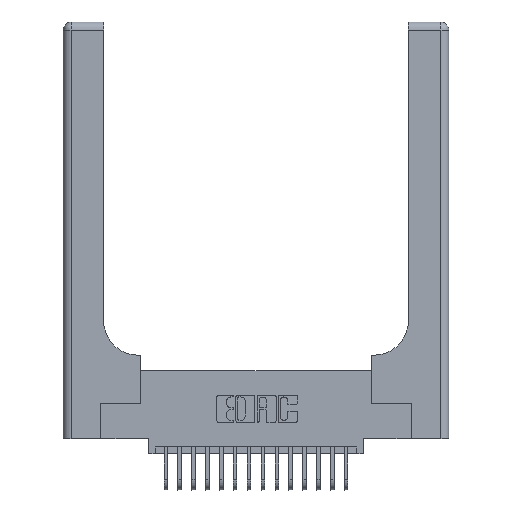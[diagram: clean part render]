
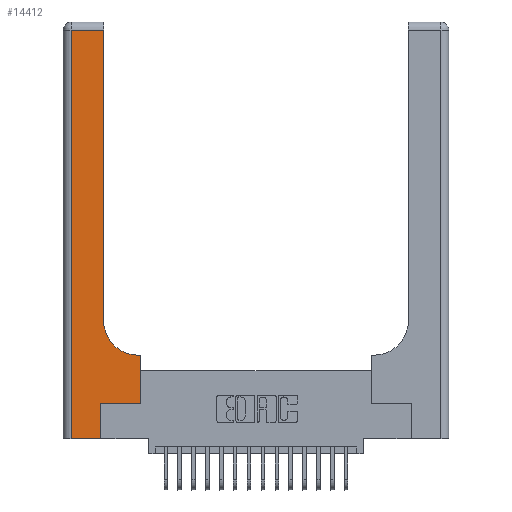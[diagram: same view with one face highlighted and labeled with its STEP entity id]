
A CAD part, top view. The second image highlights one B-rep face of the part: STEP entity #14412.
In plain terms, the highlighted planar face has unit normal (0, 0, 1).
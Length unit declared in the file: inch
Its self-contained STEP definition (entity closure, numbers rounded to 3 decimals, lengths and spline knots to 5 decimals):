
#152 = DIRECTION ( 'NONE',  ( -1., 0., 0. ) ) ;
#517 = LINE ( 'NONE', #9936, #21223 ) ;
#615 = CIRCLE ( 'NONE', #16600, 0.25 ) ;
#693 = ORIENTED_EDGE ( 'NONE', *, *, #6975, .T. ) ;
#771 = VECTOR ( 'NONE', #8986, 39.37008 ) ;
#901 = ORIENTED_EDGE ( 'NONE', *, *, #10286, .T. ) ;
#928 = LINE ( 'NONE', #2008, #13875 ) ;
#985 = VERTEX_POINT ( 'NONE', #15891 ) ;
#1275 = VECTOR ( 'NONE', #2884, 39.37008 ) ;
#1284 = CARTESIAN_POINT ( 'NONE',  ( 0.269, 0., 0.37 ) ) ;
#1808 = EDGE_CURVE ( 'NONE', #10218, #2482, #15208, .T. ) ;
#1856 = CARTESIAN_POINT ( 'NONE',  ( 0.2915, 2.94, 0.37 ) ) ;
#1877 = VERTEX_POINT ( 'NONE', #1856 ) ;
#2008 = CARTESIAN_POINT ( 'NONE',  ( 0., 0., 0.37 ) ) ;
#2482 = VERTEX_POINT ( 'NONE', #3704 ) ;
#2551 = VERTEX_POINT ( 'NONE', #5580 ) ;
#2884 = DIRECTION ( 'NONE',  ( 0., 1., 0. ) ) ;
#2942 = CARTESIAN_POINT ( 'NONE',  ( 0.269, 0., 0.37 ) ) ;
#3092 = LINE ( 'NONE', #19897, #7582 ) ;
#3323 = FACE_OUTER_BOUND ( 'NONE', #14430, .T. ) ;
#3457 = VECTOR ( 'NONE', #19956, 39.37008 ) ;
#3704 = CARTESIAN_POINT ( 'NONE',  ( 0.269, 0.25, 0.37 ) ) ;
#3797 = ORIENTED_EDGE ( 'NONE', *, *, #21306, .T. ) ;
#3799 = CARTESIAN_POINT ( 'NONE',  ( 0.06, 2.94, 0.37 ) ) ;
#4172 = ORIENTED_EDGE ( 'NONE', *, *, #1808, .T. ) ;
#4895 = CARTESIAN_POINT ( 'NONE',  ( 0.5415, 0.6, 0.37 ) ) ;
#4935 = DIRECTION ( 'NONE',  ( 1., 0., 0. ) ) ;
#5079 = ORIENTED_EDGE ( 'NONE', *, *, #10257, .T. ) ;
#5580 = CARTESIAN_POINT ( 'NONE',  ( 0.2915, 0.85, 0.37 ) ) ;
#6975 = EDGE_CURVE ( 'NONE', #2482, #14113, #517, .T. ) ;
#7108 = DIRECTION ( 'NONE',  ( 1., 0., 0. ) ) ;
#7305 = DIRECTION ( 'NONE',  ( 0., 0., -1. ) ) ;
#7474 = CARTESIAN_POINT ( 'NONE',  ( 0.2915, 0.6, 0.37 ) ) ;
#7582 = VECTOR ( 'NONE', #8226, 39.37008 ) ;
#8157 = DIRECTION ( 'NONE',  ( 0., 1., 0. ) ) ;
#8226 = DIRECTION ( 'NONE',  ( 0., 1., 0. ) ) ;
#8476 = LINE ( 'NONE', #14935, #3457 ) ;
#8986 = DIRECTION ( 'NONE',  ( 0., -1., 0. ) ) ;
#9936 = CARTESIAN_POINT ( 'NONE',  ( 0.269, 0.25, 0.37 ) ) ;
#10187 = VERTEX_POINT ( 'NONE', #21240 ) ;
#10218 = VERTEX_POINT ( 'NONE', #1284 ) ;
#10257 = EDGE_CURVE ( 'NONE', #2551, #1877, #20858, .T. ) ;
#10286 = EDGE_CURVE ( 'NONE', #14113, #10187, #3092, .T. ) ;
#10329 = DIRECTION ( 'NONE',  ( 0., 0., -1. ) ) ;
#11902 = ORIENTED_EDGE ( 'NONE', *, *, #14539, .T. ) ;
#12576 = VECTOR ( 'NONE', #8157, 39.37008 ) ;
#12964 = VERTEX_POINT ( 'NONE', #4895 ) ;
#13285 = AXIS2_PLACEMENT_3D ( 'NONE', #18617, #10329, #152 ) ;
#13815 = EDGE_CURVE ( 'NONE', #985, #10218, #928, .T. ) ;
#13875 = VECTOR ( 'NONE', #7108, 39.37008 ) ;
#14113 = VERTEX_POINT ( 'NONE', #19419 ) ;
#14412 = ADVANCED_FACE ( 'NONE', ( #3323 ), #20210, .F. ) ;
#14430 = EDGE_LOOP ( 'NONE', ( #5079, #3797, #16721, #21024, #4172, #693, #901, #14819, #11902 ) ) ;
#14539 = EDGE_CURVE ( 'NONE', #12964, #2551, #615, .T. ) ;
#14819 = ORIENTED_EDGE ( 'NONE', *, *, #17145, .T. ) ;
#14935 = CARTESIAN_POINT ( 'NONE',  ( 0., 2.94, 0.37 ) ) ;
#15208 = LINE ( 'NONE', #2942, #1275 ) ;
#15774 = CARTESIAN_POINT ( 'NONE',  ( 0.06, 3., 0.37 ) ) ;
#15891 = CARTESIAN_POINT ( 'NONE',  ( 0.06, 0., 0.37 ) ) ;
#16450 = VERTEX_POINT ( 'NONE', #3799 ) ;
#16600 = AXIS2_PLACEMENT_3D ( 'NONE', #17286, #7305, #18965 ) ;
#16721 = ORIENTED_EDGE ( 'NONE', *, *, #17792, .T. ) ;
#17145 = EDGE_CURVE ( 'NONE', #10187, #12964, #17892, .T. ) ;
#17286 = CARTESIAN_POINT ( 'NONE',  ( 0.5415, 0.85, 0.37 ) ) ;
#17461 = DIRECTION ( 'NONE',  ( -1., 0., 0. ) ) ;
#17792 = EDGE_CURVE ( 'NONE', #16450, #985, #18118, .T. ) ;
#17892 = LINE ( 'NONE', #7474, #18939 ) ;
#18118 = LINE ( 'NONE', #15774, #771 ) ;
#18617 = CARTESIAN_POINT ( 'NONE',  ( 0., 3., 0.37 ) ) ;
#18939 = VECTOR ( 'NONE', #17461, 39.37008 ) ;
#18965 = DIRECTION ( 'NONE',  ( 1., 0., 0. ) ) ;
#19419 = CARTESIAN_POINT ( 'NONE',  ( 0.5585, 0.25, 0.37 ) ) ;
#19897 = CARTESIAN_POINT ( 'NONE',  ( 0.5585, 0.25, 0.37 ) ) ;
#19956 = DIRECTION ( 'NONE',  ( -1., 0., 0. ) ) ;
#20210 = PLANE ( 'NONE',  #13285 ) ;
#20858 = LINE ( 'NONE', #21458, #12576 ) ;
#21024 = ORIENTED_EDGE ( 'NONE', *, *, #13815, .T. ) ;
#21223 = VECTOR ( 'NONE', #4935, 39.37008 ) ;
#21240 = CARTESIAN_POINT ( 'NONE',  ( 0.5585, 0.6, 0.37 ) ) ;
#21306 = EDGE_CURVE ( 'NONE', #1877, #16450, #8476, .T. ) ;
#21458 = CARTESIAN_POINT ( 'NONE',  ( 0.2915, 3., 0.37 ) ) ;
